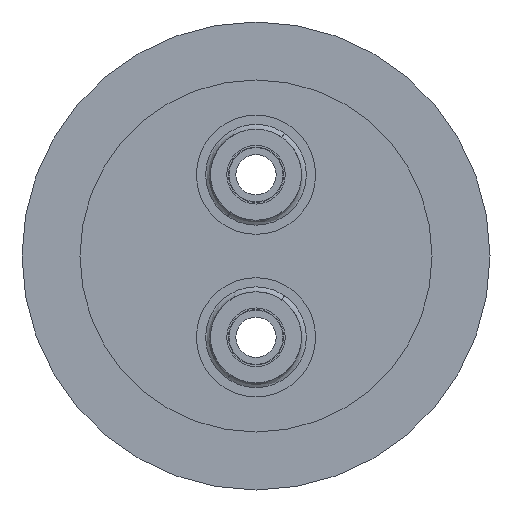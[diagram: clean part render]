
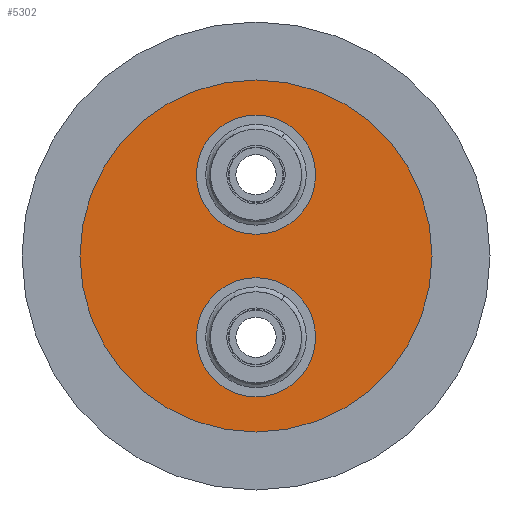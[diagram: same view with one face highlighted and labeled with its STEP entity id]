
A CAD part, front view. The second image highlights one B-rep face of the part: STEP entity #5302.
In plain terms, the highlighted planar face has unit normal (0, -1, 0).
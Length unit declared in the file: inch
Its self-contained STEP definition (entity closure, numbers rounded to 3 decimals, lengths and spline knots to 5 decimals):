
#348 = EDGE_CURVE ( 'NONE', #3921, #3922, #2976, .T. ) ;
#390 = EDGE_CURVE ( 'NONE', #3950, #3948, #2912, .T. ) ;
#410 = EDGE_CURVE ( 'NONE', #3948, #3950, #2882, .T. ) ;
#411 = EDGE_CURVE ( 'NONE', #3922, #3921, #2881, .T. ) ;
#412 = EDGE_CURVE ( 'NONE', #3834, #3833, #2880, .T. ) ;
#697 = AXIS2_PLACEMENT_3D ( 'NONE', #1393, #1386, #1397 ) ;
#865 = CARTESIAN_POINT ( 'NONE',  ( 0., -0.52633, 0. ) ) ;
#913 = DIRECTION ( 'NONE',  ( 0., 0., 1. ) ) ;
#917 = DIRECTION ( 'NONE',  ( 0., 1., 0. ) ) ;
#928 = DIRECTION ( 'NONE',  ( 0., 0., 1. ) ) ;
#929 = DIRECTION ( 'NONE',  ( 0., 1., 0. ) ) ;
#930 = CARTESIAN_POINT ( 'NONE',  ( 0., -0.52633, -0.375 ) ) ;
#931 = DIRECTION ( 'NONE',  ( 0., 0., 1. ) ) ;
#932 = DIRECTION ( 'NONE',  ( 0., 1., 0. ) ) ;
#933 = CARTESIAN_POINT ( 'NONE',  ( 0., -0.52633, 0.375 ) ) ;
#934 = DIRECTION ( 'NONE',  ( 0., 0., 1. ) ) ;
#935 = DIRECTION ( 'NONE',  ( 0., 1., 0. ) ) ;
#936 = CARTESIAN_POINT ( 'NONE',  ( 0., -0.52633, 0. ) ) ;
#1065 = CARTESIAN_POINT ( 'NONE',  ( 0., -0.52633, 0.1 ) ) ;
#1066 = CARTESIAN_POINT ( 'NONE',  ( 0., -0.52633, 0.65 ) ) ;
#1092 = CARTESIAN_POINT ( 'NONE',  ( 0., -0.52633, 0.8125 ) ) ;
#1094 = CARTESIAN_POINT ( 'NONE',  ( 0., -0.52633, -0.8125 ) ) ;
#1386 = DIRECTION ( 'NONE',  ( 0., 1., 0. ) ) ;
#1393 = CARTESIAN_POINT ( 'NONE',  ( 0.8125, -0.52633, 0. ) ) ;
#1395 = PLANE ( 'NONE',  #697 ) ;
#1397 = DIRECTION ( 'NONE',  ( 0., 0., 1. ) ) ;
#1541 = FACE_BOUND ( 'NONE', #4684, .T. ) ;
#1544 = FACE_OUTER_BOUND ( 'NONE', #4686, .T. ) ;
#1547 = FACE_BOUND ( 'NONE', #4685, .T. ) ;
#2073 = EDGE_CURVE ( 'NONE', #3833, #3834, #2709, .T. ) ;
#2235 = DIRECTION ( 'NONE',  ( 0., 0., 1. ) ) ;
#2236 = DIRECTION ( 'NONE',  ( 0., 1., 0. ) ) ;
#2237 = CARTESIAN_POINT ( 'NONE',  ( 0., -0.52633, 0.375 ) ) ;
#2376 = CARTESIAN_POINT ( 'NONE',  ( 0., -0.52633, -0.65 ) ) ;
#2377 = CARTESIAN_POINT ( 'NONE',  ( 0., -0.52633, -0.1 ) ) ;
#2447 = AXIS2_PLACEMENT_3D ( 'NONE', #5166, #5167, #5168 ) ;
#2709 = CIRCLE ( 'NONE', #2447, 0.275 ) ;
#2880 = CIRCLE ( 'NONE', #3409, 0.275 ) ;
#2881 = CIRCLE ( 'NONE', #3410, 0.275 ) ;
#2882 = CIRCLE ( 'NONE', #3411, 0.8125 ) ;
#2912 = CIRCLE ( 'NONE', #3423, 0.8125 ) ;
#2976 = CIRCLE ( 'NONE', #3965, 0.275 ) ;
#3409 = AXIS2_PLACEMENT_3D ( 'NONE', #930, #929, #928 ) ;
#3410 = AXIS2_PLACEMENT_3D ( 'NONE', #933, #932, #931 ) ;
#3411 = AXIS2_PLACEMENT_3D ( 'NONE', #936, #935, #934 ) ;
#3423 = AXIS2_PLACEMENT_3D ( 'NONE', #865, #917, #913 ) ;
#3833 = VERTEX_POINT ( 'NONE', #2376 ) ;
#3834 = VERTEX_POINT ( 'NONE', #2377 ) ;
#3921 = VERTEX_POINT ( 'NONE', #1065 ) ;
#3922 = VERTEX_POINT ( 'NONE', #1066 ) ;
#3948 = VERTEX_POINT ( 'NONE', #1092 ) ;
#3950 = VERTEX_POINT ( 'NONE', #1094 ) ;
#3965 = AXIS2_PLACEMENT_3D ( 'NONE', #2237, #2236, #2235 ) ;
#4422 = ORIENTED_EDGE ( 'NONE', *, *, #410, .F. ) ;
#4423 = ORIENTED_EDGE ( 'NONE', *, *, #390, .F. ) ;
#4424 = ORIENTED_EDGE ( 'NONE', *, *, #411, .T. ) ;
#4425 = ORIENTED_EDGE ( 'NONE', *, *, #348, .T. ) ;
#4426 = ORIENTED_EDGE ( 'NONE', *, *, #412, .T. ) ;
#4427 = ORIENTED_EDGE ( 'NONE', *, *, #2073, .T. ) ;
#4684 = EDGE_LOOP ( 'NONE', ( #4424, #4425 ) ) ;
#4685 = EDGE_LOOP ( 'NONE', ( #4426, #4427 ) ) ;
#4686 = EDGE_LOOP ( 'NONE', ( #4422, #4423 ) ) ;
#5166 = CARTESIAN_POINT ( 'NONE',  ( 0., -0.52633, -0.375 ) ) ;
#5167 = DIRECTION ( 'NONE',  ( 0., 1., 0. ) ) ;
#5168 = DIRECTION ( 'NONE',  ( 0., 0., 1. ) ) ;
#5302 = ADVANCED_FACE ( 'NONE', ( #1544, #1541, #1547 ), #1395, .F. ) ;
